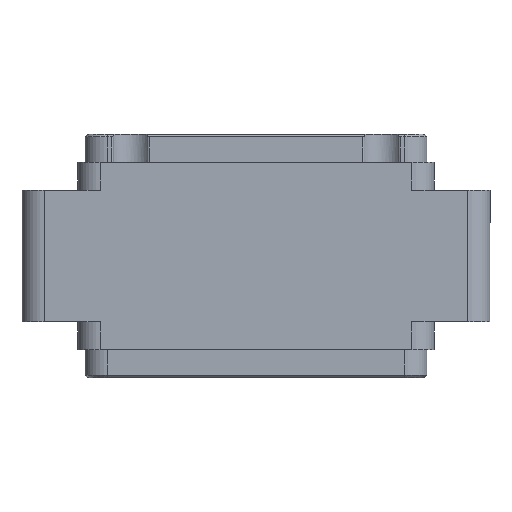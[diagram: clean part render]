
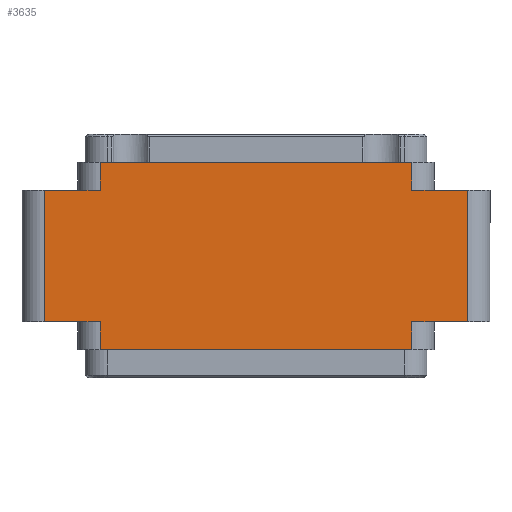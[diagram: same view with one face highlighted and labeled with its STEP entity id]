
A CAD part, front view. The second image highlights one B-rep face of the part: STEP entity #3635.
In plain terms, the highlighted planar face has unit normal (0, -1, 0).
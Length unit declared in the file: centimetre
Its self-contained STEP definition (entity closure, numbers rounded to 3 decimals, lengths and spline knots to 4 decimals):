
#2 = CARTESIAN_POINT ( 'NONE',  ( 1.7716, -0.6033, -0.7264 ) ) ;
#31 = DIRECTION ( 'NONE',  ( -1., 0., 0. ) ) ;
#35 = CARTESIAN_POINT ( 'NONE',  ( 0., -0.6033, 0.2616 ) ) ;
#90 = CARTESIAN_POINT ( 'NONE',  ( 2.4066, -0.6033, -0.7264 ) ) ;
#91 = DIRECTION ( 'NONE',  ( 0., 0., 1. ) ) ;
#231 = CARTESIAN_POINT ( 'NONE',  ( -2.4067, -0.6033, -0.7264 ) ) ;
#240 = DIRECTION ( 'NONE',  ( 0., 0., -1. ) ) ;
#242 = CARTESIAN_POINT ( 'NONE',  ( -1.7717, -0.6033, -0.7264 ) ) ;
#243 = DIRECTION ( 'NONE',  ( 0., 0., -1. ) ) ;
#302 = DIRECTION ( 'NONE',  ( 1., 0., 0. ) ) ;
#306 = CARTESIAN_POINT ( 'NONE',  ( 0., -0.6033, -1.8669 ) ) ;
#417 = CARTESIAN_POINT ( 'NONE',  ( 0., -0.6033, -1.5494 ) ) ;
#439 = DIRECTION ( 'NONE',  ( 1., 0., 0. ) ) ;
#1038 = ORIENTED_EDGE ( 'NONE', *, *, #1411, .T. ) ;
#1060 = ORIENTED_EDGE ( 'NONE', *, *, #5824, .T. ) ;
#1062 = ORIENTED_EDGE ( 'NONE', *, *, #5580, .T. ) ;
#1067 = ORIENTED_EDGE ( 'NONE', *, *, #1208, .T. ) ;
#1070 = ORIENTED_EDGE ( 'NONE', *, *, #1167, .T. ) ;
#1074 = ORIENTED_EDGE ( 'NONE', *, *, #1541, .T. ) ;
#1075 = ORIENTED_EDGE ( 'NONE', *, *, #1170, .T. ) ;
#1077 = ORIENTED_EDGE ( 'NONE', *, *, #1438, .T. ) ;
#1080 = ORIENTED_EDGE ( 'NONE', *, *, #1412, .T. ) ;
#1085 = ORIENTED_EDGE ( 'NONE', *, *, #1186, .T. ) ;
#1087 = ORIENTED_EDGE ( 'NONE', *, *, #5598, .T. ) ;
#1090 = ORIENTED_EDGE ( 'NONE', *, *, #1471, .T. ) ;
#1167 = EDGE_CURVE ( 'NONE', #4481, #4494, #7346, .T. ) ;
#1170 = EDGE_CURVE ( 'NONE', #4494, #4484, #7351, .T. ) ;
#1186 = EDGE_CURVE ( 'NONE', #4484, #4492, #7377, .T. ) ;
#1208 = EDGE_CURVE ( 'NONE', #4491, #4481, #7415, .T. ) ;
#1411 = EDGE_CURVE ( 'NONE', #4495, #4496, #7484, .T. ) ;
#1412 = EDGE_CURVE ( 'NONE', #4498, #4497, #7491, .T. ) ;
#1438 = EDGE_CURVE ( 'NONE', #4497, #4485, #7528, .T. ) ;
#1471 = EDGE_CURVE ( 'NONE', #4496, #4498, #7563, .T. ) ;
#1541 = EDGE_CURVE ( 'NONE', #4493, #4495, #6126, .T. ) ;
#2208 = DIRECTION ( 'NONE',  ( 0., 0., 1. ) ) ;
#2672 = CARTESIAN_POINT ( 'NONE',  ( 0., -0.6033, -0.7264 ) ) ;
#2675 = PLANE ( 'NONE',  #5177 ) ;
#2677 = DIRECTION ( 'NONE',  ( 0., -1., 0. ) ) ;
#2678 = DIRECTION ( 'NONE',  ( 1., 0., 0. ) ) ;
#3635 = ADVANCED_FACE ( 'NONE', ( #5352 ), #2675, .T. ) ;
#4481 = VERTEX_POINT ( 'NONE', #8143 ) ;
#4484 = VERTEX_POINT ( 'NONE', #8146 ) ;
#4485 = VERTEX_POINT ( 'NONE', #8147 ) ;
#4490 = VERTEX_POINT ( 'NONE', #8152 ) ;
#4491 = VERTEX_POINT ( 'NONE', #8153 ) ;
#4492 = VERTEX_POINT ( 'NONE', #8154 ) ;
#4493 = VERTEX_POINT ( 'NONE', #8155 ) ;
#4494 = VERTEX_POINT ( 'NONE', #8156 ) ;
#4495 = VERTEX_POINT ( 'NONE', #8157 ) ;
#4496 = VERTEX_POINT ( 'NONE', #8158 ) ;
#4497 = VERTEX_POINT ( 'NONE', #8159 ) ;
#4498 = VERTEX_POINT ( 'NONE', #8160 ) ;
#4518 = EDGE_LOOP ( 'NONE', ( #1080, #1077, #1062, #1060, #1067, #1070, #1075, #1085, #1087, #1074, #1038, #1090 ) ) ;
#4992 = DIRECTION ( 'NONE',  ( -1., 0., 0. ) ) ;
#4998 = CARTESIAN_POINT ( 'NONE',  ( 0., -0.6033, -0.0559 ) ) ;
#5177 = AXIS2_PLACEMENT_3D ( 'NONE', #2672, #2677, #2678 ) ;
#5352 = FACE_OUTER_BOUND ( 'NONE', #4518, .T. ) ;
#5580 = EDGE_CURVE ( 'NONE', #4485, #4490, #7198, .T. ) ;
#5598 = EDGE_CURVE ( 'NONE', #4492, #4493, #7227, .T. ) ;
#5824 = EDGE_CURVE ( 'NONE', #4490, #4491, #7260, .T. ) ;
#6032 = DIRECTION ( 'NONE',  ( -1., 0., 0. ) ) ;
#6037 = CARTESIAN_POINT ( 'NONE',  ( 0., -0.6033, -0.0559 ) ) ;
#6126 = LINE ( 'NONE', #6037, #6128 ) ;
#6128 = VECTOR ( 'NONE', #6032, 100. ) ;
#7198 = LINE ( 'NONE', #8297, #7201 ) ;
#7201 = VECTOR ( 'NONE', #8298, 100. ) ;
#7227 = LINE ( 'NONE', #8335, #7229 ) ;
#7229 = VECTOR ( 'NONE', #8334, 100. ) ;
#7260 = LINE ( 'NONE', #8527, #7261 ) ;
#7261 = VECTOR ( 'NONE', #8522, 100. ) ;
#7346 = LINE ( 'NONE', #4998, #7349 ) ;
#7349 = VECTOR ( 'NONE', #4992, 100. ) ;
#7351 = LINE ( 'NONE', #2, #7354 ) ;
#7354 = VECTOR ( 'NONE', #2208, 100. ) ;
#7377 = LINE ( 'NONE', #35, #7379 ) ;
#7379 = VECTOR ( 'NONE', #31, 100. ) ;
#7415 = LINE ( 'NONE', #90, #7418 ) ;
#7418 = VECTOR ( 'NONE', #91, 100. ) ;
#7484 = LINE ( 'NONE', #231, #7490 ) ;
#7490 = VECTOR ( 'NONE', #240, 100. ) ;
#7491 = LINE ( 'NONE', #242, #7493 ) ;
#7493 = VECTOR ( 'NONE', #243, 100. ) ;
#7528 = LINE ( 'NONE', #306, #7531 ) ;
#7531 = VECTOR ( 'NONE', #302, 100. ) ;
#7563 = LINE ( 'NONE', #417, #7565 ) ;
#7565 = VECTOR ( 'NONE', #439, 100. ) ;
#8143 = CARTESIAN_POINT ( 'NONE',  ( 2.4066, -0.6033, -0.0559 ) ) ;
#8146 = CARTESIAN_POINT ( 'NONE',  ( 1.7716, -0.6033, 0.2616 ) ) ;
#8147 = CARTESIAN_POINT ( 'NONE',  ( 1.7716, -0.6033, -1.8669 ) ) ;
#8152 = CARTESIAN_POINT ( 'NONE',  ( 1.7716, -0.6033, -1.5494 ) ) ;
#8153 = CARTESIAN_POINT ( 'NONE',  ( 2.4066, -0.6033, -1.5494 ) ) ;
#8154 = CARTESIAN_POINT ( 'NONE',  ( -1.7716, -0.6033, 0.2616 ) ) ;
#8155 = CARTESIAN_POINT ( 'NONE',  ( -1.7716, -0.6033, -0.0559 ) ) ;
#8156 = CARTESIAN_POINT ( 'NONE',  ( 1.7716, -0.6033, -0.0559 ) ) ;
#8157 = CARTESIAN_POINT ( 'NONE',  ( -2.4067, -0.6033, -0.0559 ) ) ;
#8158 = CARTESIAN_POINT ( 'NONE',  ( -2.4067, -0.6033, -1.5494 ) ) ;
#8159 = CARTESIAN_POINT ( 'NONE',  ( -1.7717, -0.6033, -1.8669 ) ) ;
#8160 = CARTESIAN_POINT ( 'NONE',  ( -1.7717, -0.6033, -1.5494 ) ) ;
#8297 = CARTESIAN_POINT ( 'NONE',  ( 1.7716, -0.6033, -0.7264 ) ) ;
#8298 = DIRECTION ( 'NONE',  ( 0., 0., 1. ) ) ;
#8334 = DIRECTION ( 'NONE',  ( 0., 0., -1. ) ) ;
#8335 = CARTESIAN_POINT ( 'NONE',  ( -1.7716, -0.6033, -0.7264 ) ) ;
#8522 = DIRECTION ( 'NONE',  ( 1., 0., 0. ) ) ;
#8527 = CARTESIAN_POINT ( 'NONE',  ( 0., -0.6033, -1.5494 ) ) ;
